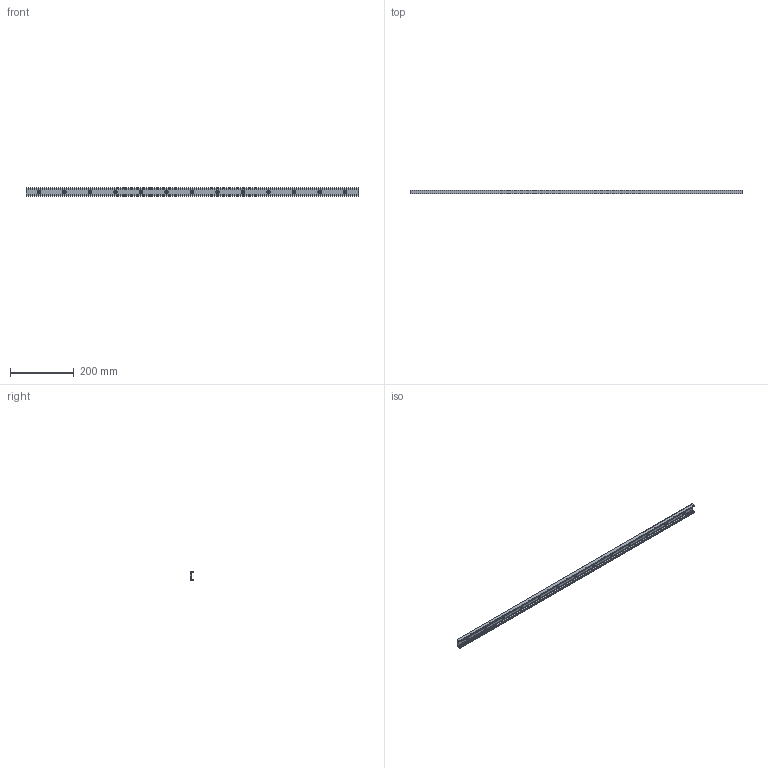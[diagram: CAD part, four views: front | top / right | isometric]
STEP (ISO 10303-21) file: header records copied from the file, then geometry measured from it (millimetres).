
FILE_DESCRIPTION((''),'2;1');
FILE_NAME('LCX 28H-1040.C.stp','2016-04-28T08:21:25',('MRathmann'),(''),'Autodesk Inventor 2012','Autodesk Inventor 2012','');
FILE_SCHEMA(('CONFIG_CONTROL_DESIGN'));
Length unit declared in the file: millimetre
Products named in the file (1): LCX 28H-1040.C
Bounding box: 1040 x 12.3 x 28 mm (x, y, z)
Volume: 168157.8 mm3; surface area: 100995.4 mm2
Topology: 1 solids, 1 shells, 63 faces, 157 edges, 109 vertices
Faces by surface type: cylinder 37, plane 26
Full cylindrical faces by diameter (mm): 6.4 x13, 11 x13
Entity records: 1760 total; most frequent: DIRECTION 320, CARTESIAN_POINT 278, ORIENTED_EDGE 236, AXIS2_PLACEMENT_3D 138, EDGE_LOOP 128, EDGE_CURVE 118, VERTEX_POINT 96, CIRCLE 74
